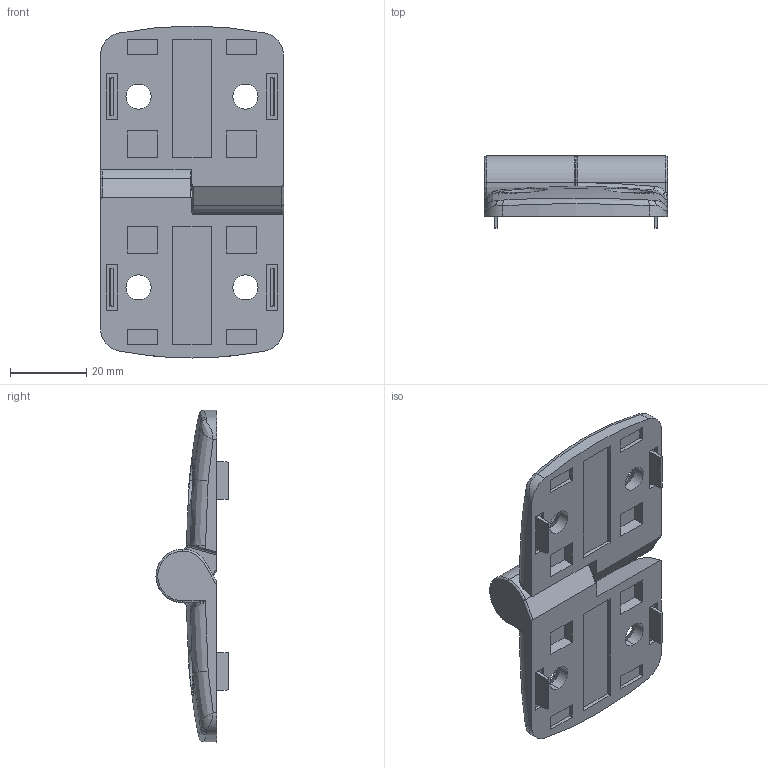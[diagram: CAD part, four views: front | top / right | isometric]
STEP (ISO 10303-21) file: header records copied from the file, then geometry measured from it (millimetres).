
FILE_DESCRIPTION(('STEP AP214'),'1');
FILE_NAME('fath_095k4545l10.stp','2017-10-09T08:31:32',('TraceParts'),('TraceParts S.A.'),'Spatial InterOp 3D',' ',' ');
FILE_SCHEMA(('automotive_design'));
Length unit declared in the file: millimetre
Products named in the file (2): fath_095k4545l10_1; fath_095k4545l10_2
Bounding box: 48 x 18.9 x 87 mm (x, y, z)
Volume: 25843.8 mm3; surface area: 12909.9 mm2
Topology: 2 solids, 2 shells, 211 faces, 528 edges, 331 vertices
Faces by surface type: plane 106, bspline 52, cylinder 45, cone 8
Entity records: 10429 total; most frequent: CARTESIAN_POINT 4102, ORIENTED_EDGE 1044, DIRECTION 797, EDGE_CURVE 522, VERTEX_POINT 331, LINE 293, VECTOR 293, AXIS2_PLACEMENT_3D 252
